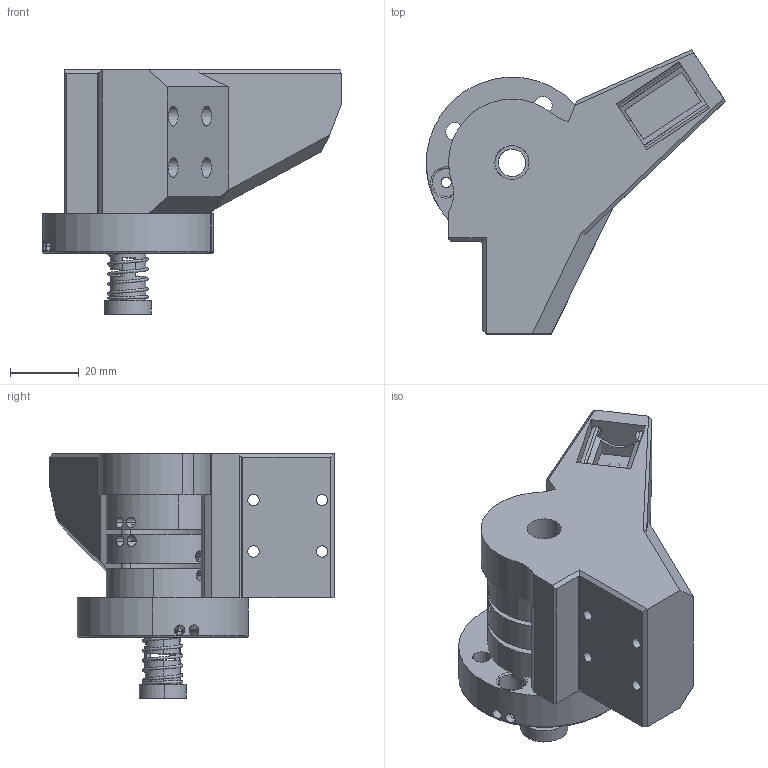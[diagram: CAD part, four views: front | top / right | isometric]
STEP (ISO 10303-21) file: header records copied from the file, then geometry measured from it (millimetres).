
FILE_DESCRIPTION (( 'STEP AP203' ), '1' );
FILE_NAME ('Bed-Arms-Wobble-Ring.FRONT.STEP', '2021-07-24T17:46:36', ( '' ), ( '' ), 'SwSTEP 2.0', 'SolidWorks 2019', '' );
FILE_SCHEMA (( 'CONFIG_CONTROL_DESIGN' ));
Length unit declared in the file: millimetre
Products named in the file (7): W-Ring-MIDDLE-V2; bed_arm_left .RING-Version; TR08; WobbleRings-_BTM; Bed-Arms-Wobble-Ring.FRONT; W-Ring-TOP-V2; W-Ring-BTM-V2
Assembly tree (6 placements, depth 2):
  Bed-Arms-Wobble-Ring.FRONT
    bed_arm_left .RING-Version
    WobbleRings-_BTM
    TR08
    W-Ring-BTM-V2
    W-Ring-MIDDLE-V2
    W-Ring-TOP-V2
Bounding box: 87.26 x 82.86 x 71.29 mm (x, y, z)
Volume: 121273.6 mm3; surface area: 41246.5 mm2
Topology: 8 solids, 8 shells, 508 faces, 1330 edges, 864 vertices
Faces by surface type: plane 262, cylinder 227, torus 13, bspline 6
Entity records: 20760 total; most frequent: CARTESIAN_POINT 7299, ORIENTED_EDGE 2660, DIRECTION 2593, EDGE_CURVE 1330, AXIS2_PLACEMENT_3D 896, VERTEX_POINT 864, LINE 801, VECTOR 801
